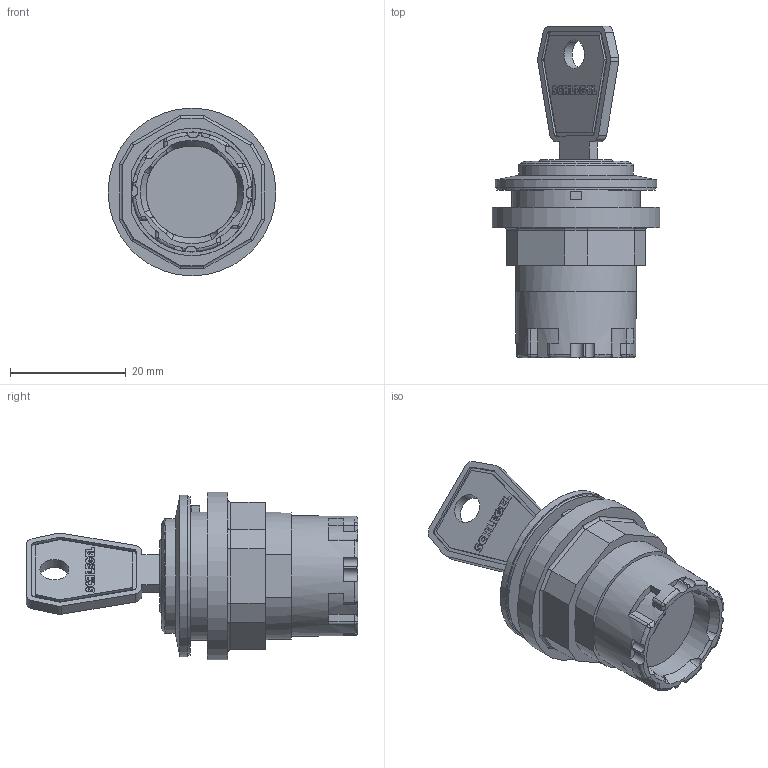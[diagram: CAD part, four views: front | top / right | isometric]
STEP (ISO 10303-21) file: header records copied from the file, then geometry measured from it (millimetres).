
FILE_DESCRIPTION(/* description */ (''),/* implementation_level */ '2;1');
FILE_NAME(/* name */ 'JR(M)SSA18_ipt.stp',/* time_stamp */ '2017-05-12T11:30:43+02:00',/* author */ ('thagel'),/* organization */ (''),/* preprocessor_version */ 'ST-DEVELOPER v16.1',/* originating_system */ 'Autodesk Inventor 2016',/* authorisation */ '');
FILE_SCHEMA (('AUTOMOTIVE_DESIGN { 1 0 10303 214 3 1 1 }'));
Length unit declared in the file: centimetre
Products named in the file (1): JR(M)SSA18
Bounding box: 29 x 57.35 x 29 mm (x, y, z)
Volume: 13458.5 mm3; surface area: 7199.1 mm2
Topology: 1 solids, 10 shells, 925 faces, 2626 edges, 1698 vertices
Faces by surface type: plane 667, cylinder 149, bspline 42, torus 41, cone 16, sphere 10
Full cylindrical faces by diameter (mm): 5 x1, 12.9 x1, 13.05 x1, 15.95 x1, 16 x1, 16.1 x1, 17.948 x1, 18.6 x1, 19.85 x1, 20.05 x1, 20.75 x1, 22.2 x1, 22.5 x1, 25.3 x1, 27.4 x1, 27.9 x1, 29 x1
Entity records: 35345 total; most frequent: CARTESIAN_POINT 11921, ORIENTED_EDGE 5180, DIRECTION 4330, EDGE_CURVE 2564, LINE 1980, VECTOR 1980, VERTEX_POINT 1677, AXIS2_PLACEMENT_3D 1175
